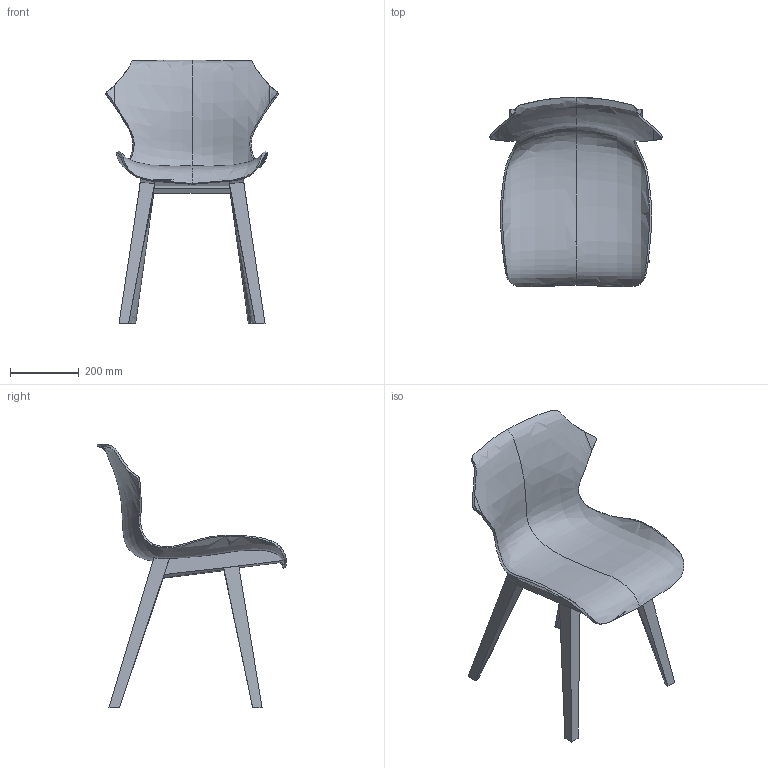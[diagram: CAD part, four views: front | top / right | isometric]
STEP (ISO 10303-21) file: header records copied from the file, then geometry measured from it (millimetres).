
FILE_DESCRIPTION(/* description */ (''),/* implementation_level */ '2;1');
FILE_NAME(/* name */ 'Petal_CB-29_3D',/* time_stamp */ '2023-10-06T12:23:19+02:00',/* author */ (''),/* organization */ (''),/* preprocessor_version */ 'ST-DEVELOPER v16.5',/* originating_system */ 'Rhino 7.31',/* authorisation */ '');
FILE_SCHEMA (('AUTOMOTIVE_DESIGN'));
Length unit declared in the file: centimetre
Products named in the file (2): Document; Petal_CB-29
Assembly tree (1 placements, depth 2):
  Document
    Petal_CB-29
Bounding box: 502.65 x 550.7 x 767.13 mm (x, y, z)
Volume: 4942650.4 mm3; surface area: 1204333.9 mm2
Topology: 8 solids, 9 shells, 95 faces, 229 edges, 144 vertices
Faces by surface type: plane 56, bspline 32, cylinder 7
Full cylindrical faces by diameter (mm): 4.166 x2
Entity records: 174339 total; most frequent: CARTESIAN_POINT 172666, ORIENTED_EDGE 434, EDGE_CURVE 225, B_SPLINE_CURVE_WITH_KNOTS 219, VERTEX_POINT 144, ADVANCED_FACE 95, FACE_OUTER_BOUND 95, EDGE_LOOP 95
